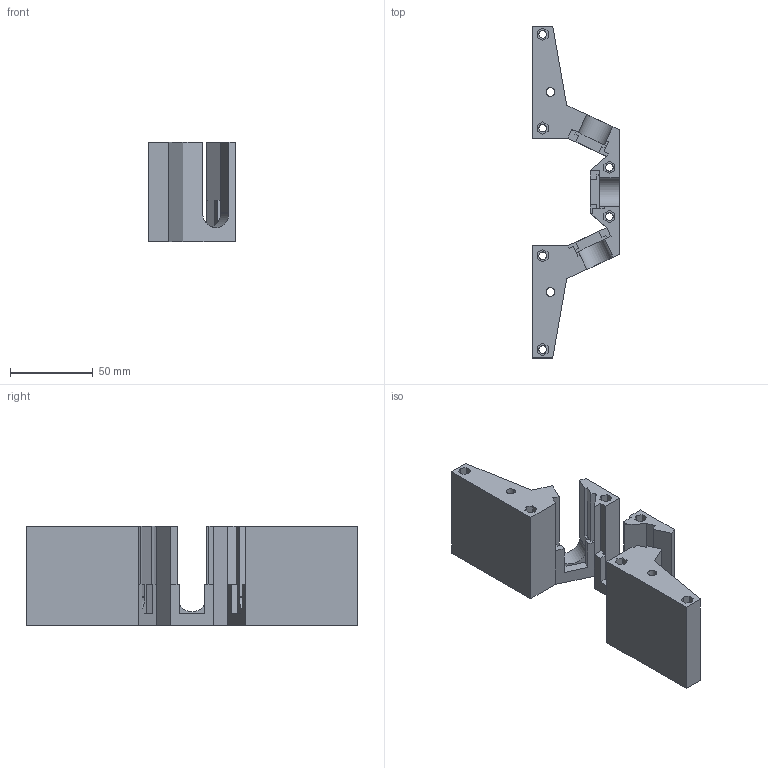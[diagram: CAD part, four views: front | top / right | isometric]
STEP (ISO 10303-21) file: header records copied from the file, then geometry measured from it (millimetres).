
FILE_DESCRIPTION (( 'STEP AP203' ), '1' );
FILE_NAME ('chassis_back_Default_sldprt.STEP', '2017-04-19T20:13:23', ( '' ), ( '' ), 'SwSTEP 2.0', 'SolidWorks 2016', '' );
FILE_SCHEMA (( 'CONFIG_CONTROL_DESIGN' ));
Length unit declared in the file: millimetre
Products named in the file (1): chassis_back_Default_sldprt
Bounding box: 52.3 x 200 x 60 mm (x, y, z)
Volume: 195509.4 mm3; surface area: 49171.1 mm2
Topology: 1 solids, 1 shells, 139 faces, 387 edges, 256 vertices
Faces by surface type: plane 114, cylinder 25
Entity records: 4512 total; most frequent: CARTESIAN_POINT 783, ORIENTED_EDGE 774, DIRECTION 717, EDGE_CURVE 387, LINE 337, VECTOR 337, VERTEX_POINT 256, AXIS2_PLACEMENT_3D 190
